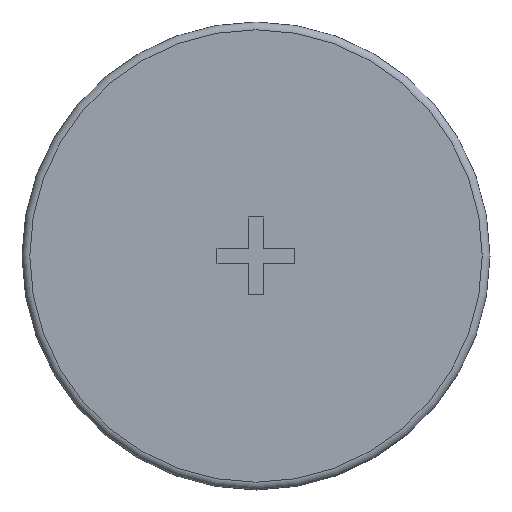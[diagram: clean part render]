
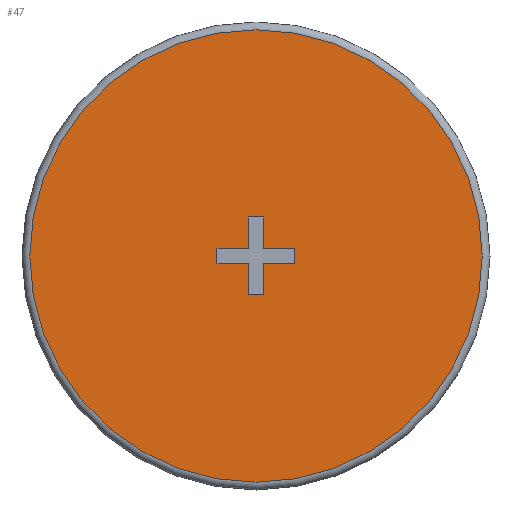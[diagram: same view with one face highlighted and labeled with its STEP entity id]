
A CAD part, front view. The second image highlights one B-rep face of the part: STEP entity #47.
In plain terms, the highlighted planar face has unit normal (0, -1, 0).
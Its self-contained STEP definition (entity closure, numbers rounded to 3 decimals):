
#47 = ADVANCED_FACE( '', ( #107, #108 ), #109, .F. );
#107 = FACE_BOUND( '', #184, .T. );
#108 = FACE_OUTER_BOUND( '', #185, .T. );
#109 = PLANE( '', #186 );
#184 = EDGE_LOOP( '', ( #260, #261, #262, #263, #264, #265, #266, #267, #268, #269, #270, #271 ) );
#185 = EDGE_LOOP( '', ( #272 ) );
#186 = AXIS2_PLACEMENT_3D( '', #273, #274, #275 );
#260 = ORIENTED_EDGE( '', *, *, #427, .T. );
#261 = ORIENTED_EDGE( '', *, *, #428, .F. );
#262 = ORIENTED_EDGE( '', *, *, #429, .T. );
#263 = ORIENTED_EDGE( '', *, *, #430, .T. );
#264 = ORIENTED_EDGE( '', *, *, #422, .T. );
#265 = ORIENTED_EDGE( '', *, *, #431, .T. );
#266 = ORIENTED_EDGE( '', *, *, #432, .T. );
#267 = ORIENTED_EDGE( '', *, *, #433, .T. );
#268 = ORIENTED_EDGE( '', *, *, #434, .T. );
#269 = ORIENTED_EDGE( '', *, *, #435, .T. );
#270 = ORIENTED_EDGE( '', *, *, #436, .T. );
#271 = ORIENTED_EDGE( '', *, *, #437, .T. );
#272 = ORIENTED_EDGE( '', *, *, #438, .T. );
#273 = CARTESIAN_POINT( '', ( 14.5, 0., 0. ) );
#274 = DIRECTION( '', ( 0., 1., 0. ) );
#275 = DIRECTION( '', ( 0., 0., 1. ) );
#422 = EDGE_CURVE( '', #486, #487, #488, .T. );
#427 = EDGE_CURVE( '', #495, #496, #497, .T. );
#428 = EDGE_CURVE( '', #498, #496, #499, .T. );
#429 = EDGE_CURVE( '', #498, #500, #501, .T. );
#430 = EDGE_CURVE( '', #500, #486, #502, .T. );
#431 = EDGE_CURVE( '', #487, #503, #504, .T. );
#432 = EDGE_CURVE( '', #503, #505, #506, .T. );
#433 = EDGE_CURVE( '', #505, #507, #508, .T. );
#434 = EDGE_CURVE( '', #507, #509, #510, .T. );
#435 = EDGE_CURVE( '', #509, #511, #512, .T. );
#436 = EDGE_CURVE( '', #511, #513, #514, .T. );
#437 = EDGE_CURVE( '', #513, #495, #515, .T. );
#438 = EDGE_CURVE( '', #516, #516, #517, .T. );
#486 = VERTEX_POINT( '', #581 );
#487 = VERTEX_POINT( '', #582 );
#488 = LINE( '', #583, #584 );
#495 = VERTEX_POINT( '', #594 );
#496 = VERTEX_POINT( '', #595 );
#497 = LINE( '', #596, #597 );
#498 = VERTEX_POINT( '', #598 );
#499 = LINE( '', #599, #600 );
#500 = VERTEX_POINT( '', #601 );
#501 = LINE( '', #602, #603 );
#502 = LINE( '', #604, #605 );
#503 = VERTEX_POINT( '', #606 );
#504 = LINE( '', #607, #608 );
#505 = VERTEX_POINT( '', #609 );
#506 = LINE( '', #610, #611 );
#507 = VERTEX_POINT( '', #612 );
#508 = LINE( '', #613, #614 );
#509 = VERTEX_POINT( '', #615 );
#510 = LINE( '', #616, #617 );
#511 = VERTEX_POINT( '', #618 );
#512 = LINE( '', #619, #620 );
#513 = VERTEX_POINT( '', #621 );
#514 = LINE( '', #622, #623 );
#515 = LINE( '', #624, #625 );
#516 = VERTEX_POINT( '', #626 );
#517 = CIRCLE( '', #627, 14.5 );
#581 = CARTESIAN_POINT( '', ( 0.5, 0., -2.5 ) );
#582 = CARTESIAN_POINT( '', ( -0.5, 0., -2.5 ) );
#583 = CARTESIAN_POINT( '', ( 0.5, 0., -2.5 ) );
#584 = VECTOR( '', #711, 1000. );
#594 = CARTESIAN_POINT( '', ( 0.5, 0., 0.5 ) );
#595 = CARTESIAN_POINT( '', ( 2.5, 0., 0.5 ) );
#596 = CARTESIAN_POINT( '', ( 0.5, 0., 0.5 ) );
#597 = VECTOR( '', #715, 1000. );
#598 = CARTESIAN_POINT( '', ( 2.5, 0., -0.5 ) );
#599 = CARTESIAN_POINT( '', ( 2.5, 0., 0. ) );
#600 = VECTOR( '', #716, 1000. );
#601 = CARTESIAN_POINT( '', ( 0.5, 0., -0.5 ) );
#602 = CARTESIAN_POINT( '', ( 2.5, 0., -0.5 ) );
#603 = VECTOR( '', #717, 1000. );
#604 = CARTESIAN_POINT( '', ( 0.5, 0., -0.5 ) );
#605 = VECTOR( '', #718, 1000. );
#606 = CARTESIAN_POINT( '', ( -0.5, 0., -0.5 ) );
#607 = CARTESIAN_POINT( '', ( -0.5, 0., -2.5 ) );
#608 = VECTOR( '', #719, 1000. );
#609 = CARTESIAN_POINT( '', ( -2.5, 0., -0.5 ) );
#610 = CARTESIAN_POINT( '', ( -0.5, 0., -0.5 ) );
#611 = VECTOR( '', #720, 1000. );
#612 = CARTESIAN_POINT( '', ( -2.5, 0., 0.5 ) );
#613 = CARTESIAN_POINT( '', ( -2.5, 0., -0.5 ) );
#614 = VECTOR( '', #721, 1000. );
#615 = CARTESIAN_POINT( '', ( -0.5, 0., 0.5 ) );
#616 = CARTESIAN_POINT( '', ( -2.5, 0., 0.5 ) );
#617 = VECTOR( '', #722, 1000. );
#618 = CARTESIAN_POINT( '', ( -0.5, 0., 2.5 ) );
#619 = CARTESIAN_POINT( '', ( -0.5, 0., 0.5 ) );
#620 = VECTOR( '', #723, 1000. );
#621 = CARTESIAN_POINT( '', ( 0.5, 0., 2.5 ) );
#622 = CARTESIAN_POINT( '', ( -0.5, 0., 2.5 ) );
#623 = VECTOR( '', #724, 1000. );
#624 = CARTESIAN_POINT( '', ( 0.5, 0., 2.5 ) );
#625 = VECTOR( '', #725, 1000. );
#626 = CARTESIAN_POINT( '', ( 0., 0., -14.5 ) );
#627 = AXIS2_PLACEMENT_3D( '', #726, #727, #728 );
#711 = DIRECTION( '', ( -1., 0., 0. ) );
#715 = DIRECTION( '', ( 1., 0., 0. ) );
#716 = DIRECTION( '', ( 0., 0., 1. ) );
#717 = DIRECTION( '', ( -1., 0., 0. ) );
#718 = DIRECTION( '', ( 0., 0., -1. ) );
#719 = DIRECTION( '', ( 0., 0., 1. ) );
#720 = DIRECTION( '', ( -1., 0., 0. ) );
#721 = DIRECTION( '', ( 0., 0., 1. ) );
#722 = DIRECTION( '', ( 1., 0., 0. ) );
#723 = DIRECTION( '', ( 0., 0., 1. ) );
#724 = DIRECTION( '', ( 1., 0., 0. ) );
#725 = DIRECTION( '', ( 0., 0., -1. ) );
#726 = CARTESIAN_POINT( '', ( 0., 0., 0. ) );
#727 = DIRECTION( '', ( 0., -1., 0. ) );
#728 = DIRECTION( '', ( 0., 0., -1. ) );
